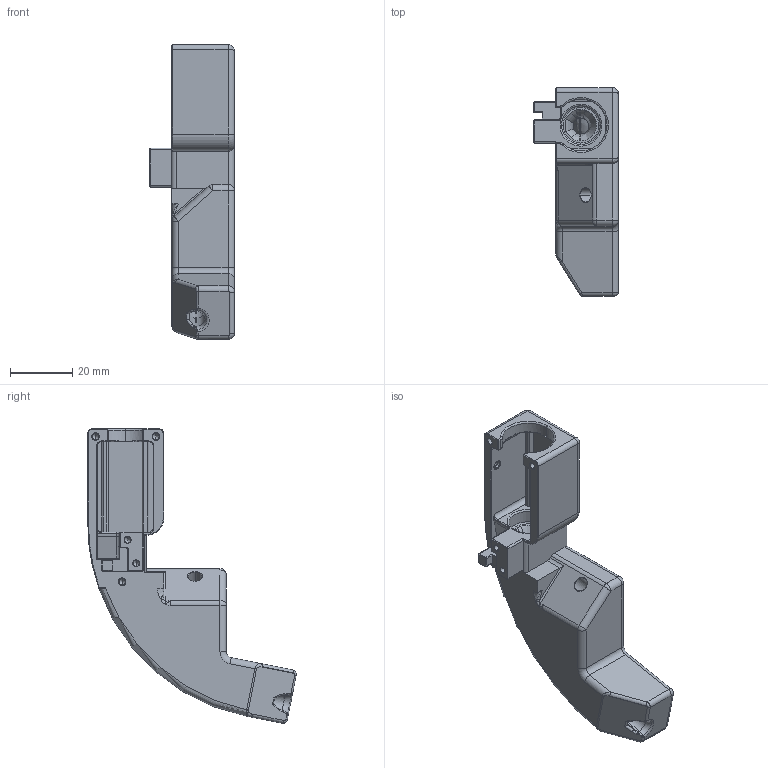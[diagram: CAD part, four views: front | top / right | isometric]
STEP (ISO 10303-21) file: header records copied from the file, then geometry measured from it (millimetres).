
FILE_DESCRIPTION (( 'STEP AP214' ), '1' );
FILE_NAME ('Tangle detection seat.STEP', '2025-08-09T05:54:56', ( '' ), ( '' ), 'SwSTEP 2.0', 'SolidWorks 2021', '' );
FILE_SCHEMA (( 'AUTOMOTIVE_DESIGN' ));
Length unit declared in the file: millimetre
Products named in the file (1): Tangle detection seat
Bounding box: 27.15 x 66.77 x 94.33 mm (x, y, z)
Volume: 40231.4 mm3; surface area: 14104.4 mm2
Topology: 1 solids, 2 shells, 331 faces, 792 edges, 461 vertices
Faces by surface type: cylinder 101, plane 95, cone 52, bspline 42, torus 37, sphere 4
Entity records: 11138 total; most frequent: CARTESIAN_POINT 3770, ORIENTED_EDGE 1564, DIRECTION 1528, EDGE_CURVE 782, AXIS2_PLACEMENT_3D 586, VERTEX_POINT 461, VECTOR 356, LINE 356
